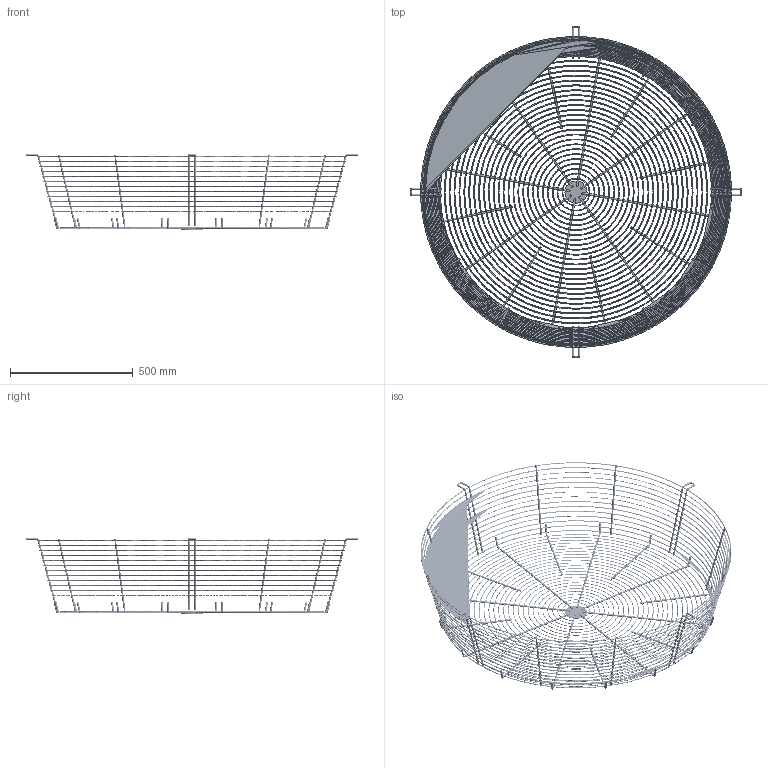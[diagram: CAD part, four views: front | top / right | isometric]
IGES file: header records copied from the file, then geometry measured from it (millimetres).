
Start section: SolidWorks IGES file using analytic representation for surfaces
Global section: file name: 5RE1593_CCrc 125.IGS; native system: SolidWorks 2018; preprocessor: SolidWorks 2018; author: binatti; date: 220308.141745; units: millimetre
Bounding box: 1351.8 x 1351.8 x 309.28 mm (x, y, z)
Surface area: 1441686.4 mm2 (no closed solid volume)
Topology: 0 solids, 0 shells, 412 faces, 11141 edges, 10903 vertices
Faces by surface type: bspline 290, revolution 122
